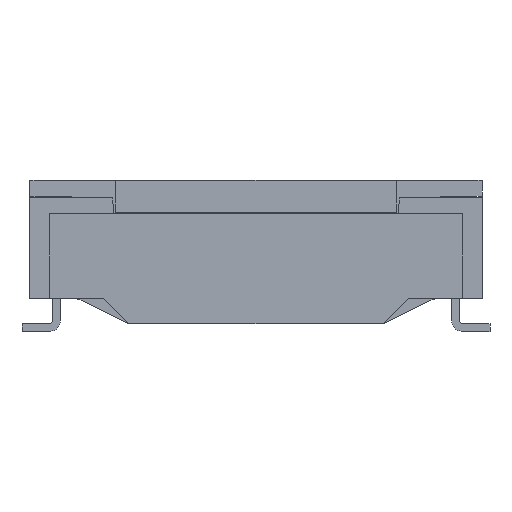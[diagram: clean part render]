
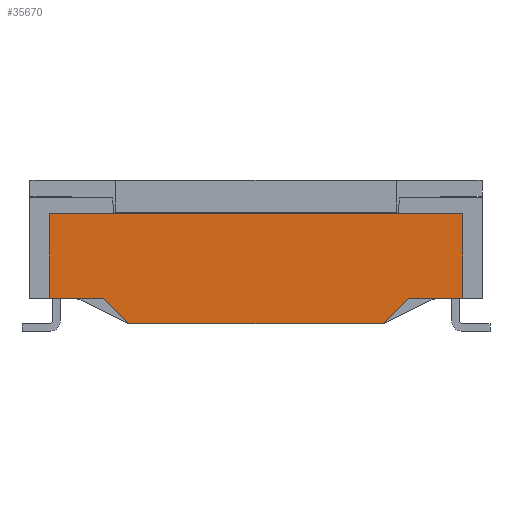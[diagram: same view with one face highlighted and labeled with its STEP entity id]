
A CAD part, front view. The second image highlights one B-rep face of the part: STEP entity #35670.
In plain terms, the highlighted face is planar.
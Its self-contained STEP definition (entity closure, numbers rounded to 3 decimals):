
#5930=ORIENTED_EDGE('',*,*,#11306,.F.);
#5931=ORIENTED_EDGE('',*,*,#11307,.F.);
#5932=ORIENTED_EDGE('',*,*,#11308,.F.);
#5933=ORIENTED_EDGE('',*,*,#11309,.F.);
#5934=ORIENTED_EDGE('',*,*,#11310,.F.);
#5935=ORIENTED_EDGE('',*,*,#11311,.F.);
#5936=ORIENTED_EDGE('',*,*,#11312,.F.);
#5937=ORIENTED_EDGE('',*,*,#11313,.F.);
#11306=EDGE_CURVE('',#14365,#14366,#17289,.T.);
#11307=EDGE_CURVE('',#14367,#14365,#17290,.T.);
#11308=EDGE_CURVE('',#14368,#14367,#17291,.T.);
#11309=EDGE_CURVE('',#14369,#14368,#17292,.T.);
#11310=EDGE_CURVE('',#14370,#14369,#17293,.T.);
#11311=EDGE_CURVE('',#14371,#14370,#17294,.T.);
#11312=EDGE_CURVE('',#14372,#14371,#17295,.T.);
#11313=EDGE_CURVE('',#14366,#14372,#17296,.T.);
#14365=VERTEX_POINT('',#50919);
#14366=VERTEX_POINT('',#50920);
#14367=VERTEX_POINT('',#50922);
#14368=VERTEX_POINT('',#50924);
#14369=VERTEX_POINT('',#50926);
#14370=VERTEX_POINT('',#50928);
#14371=VERTEX_POINT('',#50930);
#14372=VERTEX_POINT('',#50932);
#17289=LINE('',#50918,#20247);
#17290=LINE('',#50921,#20248);
#17291=LINE('',#50923,#20249);
#17292=LINE('',#50925,#20250);
#17293=LINE('',#50927,#20251);
#17294=LINE('',#50929,#20252);
#17295=LINE('',#50931,#20253);
#17296=LINE('',#50933,#20254);
#20247=VECTOR('',#41879,1000.);
#20248=VECTOR('',#41880,1000.);
#20249=VECTOR('',#41881,1000.);
#20250=VECTOR('',#41882,1000.);
#20251=VECTOR('',#41883,1000.);
#20252=VECTOR('',#41884,1000.);
#20253=VECTOR('',#41885,1000.);
#20254=VECTOR('',#41886,1000.);
#22087=EDGE_LOOP('',(#5930,#5931,#5932,#5933,#5934,#5935,#5936,#5937));
#23533=FACE_BOUND('',#22087,.T.);
#24842=PLANE('',#37140);
#35670=ADVANCED_FACE('',(#23533),#24842,.F.);
#37140=AXIS2_PLACEMENT_3D('',#50917,#41877,#41878);
#41877=DIRECTION('',(-1.,0.,0.));
#41878=DIRECTION('',(0.,-1.,0.));
#41879=DIRECTION('',(0.,-1.,0.));
#41880=DIRECTION('',(0.,0.,-1.));
#41881=DIRECTION('',(0.,1.,0.));
#41882=DIRECTION('',(0.,0.,1.));
#41883=DIRECTION('',(0.,-1.,0.));
#41884=DIRECTION('',(0.,-0.707,0.707));
#41885=DIRECTION('',(0.,-1.,0.));
#41886=DIRECTION('',(0.,-0.707,-0.707));
#50917=CARTESIAN_POINT('',(7.55,0.,0.));
#50918=CARTESIAN_POINT('',(7.55,4.798,-0.35));
#50919=CARTESIAN_POINT('',(7.55,6.5,-0.35));
#50920=CARTESIAN_POINT('',(7.55,4.798,-0.35));
#50921=CARTESIAN_POINT('',(7.55,6.5,-0.35));
#50922=CARTESIAN_POINT('',(7.55,6.5,2.3));
#50923=CARTESIAN_POINT('',(7.55,6.5,2.3));
#50924=CARTESIAN_POINT('',(7.55,-6.5,2.3));
#50925=CARTESIAN_POINT('',(7.55,-6.5,-0.35));
#50926=CARTESIAN_POINT('',(7.55,-6.5,-0.35));
#50927=CARTESIAN_POINT('',(7.55,-6.5,-0.35));
#50928=CARTESIAN_POINT('',(7.55,-4.798,-0.35));
#50929=CARTESIAN_POINT('',(7.55,-3.998,-1.15));
#50930=CARTESIAN_POINT('',(7.55,-3.998,-1.15));
#50931=CARTESIAN_POINT('',(7.55,-3.998,-1.15));
#50932=CARTESIAN_POINT('',(7.55,3.998,-1.15));
#50933=CARTESIAN_POINT('',(7.55,4.798,-0.35));
